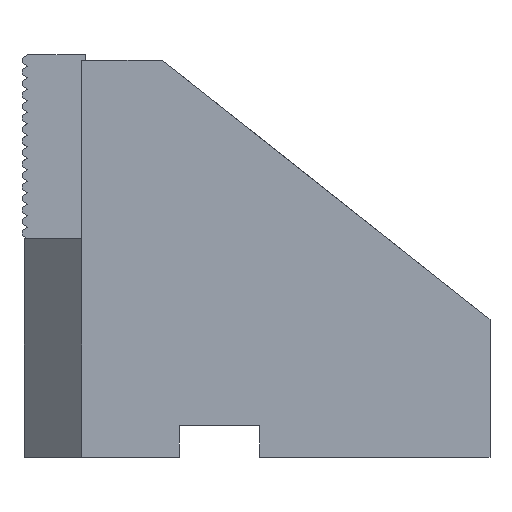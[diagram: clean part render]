
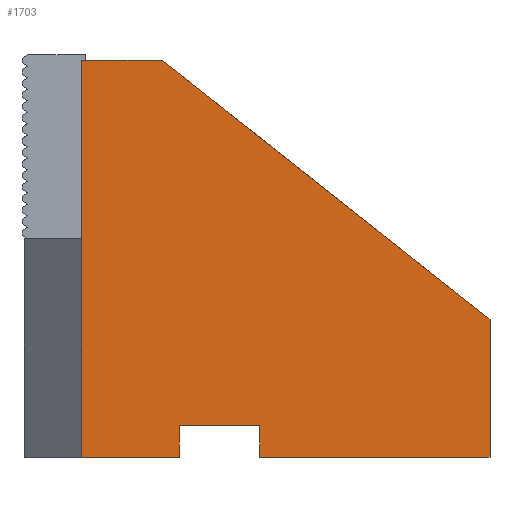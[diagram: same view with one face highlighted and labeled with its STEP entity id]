
A CAD part, front view. The second image highlights one B-rep face of the part: STEP entity #1703.
In plain terms, the highlighted planar face has unit normal (0, -1, 0).
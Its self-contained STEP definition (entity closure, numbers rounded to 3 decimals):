
#679=VERTEX_POINT('',#1952);
#709=EDGE_CURVE('',#1443,#1741,#1988,.T.);
#739=EDGE_CURVE('',#1595,#1443,#2020,.T.);
#777=EDGE_CURVE('',#1751,#1373,#2063,.T.);
#1081=EDGE_CURVE('',#1581,#1751,#2392,.T.);
#1373=VERTEX_POINT('',#2706);
#1375=VERTEX_POINT('',#2708);
#1383=EDGE_CURVE('',#1581,#1375,#2718,.T.);
#1443=VERTEX_POINT('',#2785);
#1581=VERTEX_POINT('',#2936);
#1595=VERTEX_POINT('',#2952);
#1641=EDGE_CURVE('',#1373,#1741,#3005,.T.);
#1643=EDGE_CURVE('',#1785,#1375,#3007,.T.);
#1697=VERTEX_POINT('',#3066);
#1703=ADVANCED_FACE('',(#3072),#3073,.F.);
#1717=EDGE_CURVE('',#679,#1697,#3087,.T.);
#1719=EDGE_CURVE('',#679,#1785,#3089,.T.);
#1741=VERTEX_POINT('',#3115);
#1751=VERTEX_POINT('',#3125);
#1779=EDGE_CURVE('',#1697,#1595,#3155,.T.);
#1785=VERTEX_POINT('',#3162);
#1952=CARTESIAN_POINT('',(10.384,-35.0,69.0));
#1988=LINE('',#3393,#3394);
#2020=LINE('',#3433,#3434);
#2063=LINE('',#3495,#3496);
#2392=LINE('',#3974,#3975);
#2706=CARTESIAN_POINT('',(41.384,-35.0,5.5));
#2708=CARTESIAN_POINT('',(10.384,-35.0,0.));
#2718=LINE('',#4424,#4425);
#2785=CARTESIAN_POINT('',(81.384,-35.0,0.));
#2936=CARTESIAN_POINT('',(27.384,-35.0,0.));
#2952=CARTESIAN_POINT('',(81.384,-35.0,24.0));
#3005=LINE('',#4828,#4829);
#3007=LINE('',#4832,#4833);
#3066=CARTESIAN_POINT('',(24.384,-35.0,69.0));
#3072=FACE_OUTER_BOUND('',#4921,.T.);
#3073=PLANE('',#4922);
#3087=LINE('',#4940,#4941);
#3089=LINE('',#4944,#4945);
#3115=CARTESIAN_POINT('',(41.384,-35.0,0.));
#3125=CARTESIAN_POINT('',(27.384,-35.0,5.5));
#3155=LINE('',#5030,#5031);
#3162=CARTESIAN_POINT('',(10.384,-35.0,38.0));
#3393=CARTESIAN_POINT('',(81.384,-35.0,0.));
#3394=VECTOR('',#5355,1.0);
#3433=CARTESIAN_POINT('',(81.384,-35.0,24.0));
#3434=VECTOR('',#5380,1.0);
#3495=CARTESIAN_POINT('',(38.113,-35.0,5.5));
#3496=VECTOR('',#5424,1.0);
#3974=CARTESIAN_POINT('',(27.384,-35.0,16.979));
#3975=VECTOR('',#5815,1.0);
#4424=CARTESIAN_POINT('',(81.384,-35.0,0.));
#4425=VECTOR('',#6157,1.0);
#4828=CARTESIAN_POINT('',(41.384,-35.0,14.229));
#4829=VECTOR('',#6471,1.0);
#4832=CARTESIAN_POINT('',(10.384,-35.0,14.229));
#4833=VECTOR('',#6472,1.0);
#4921=EDGE_LOOP('',(#6532,#6533,#6534,#6535,#6536,#6537,#6538,#6539,#6540,#6541));
#4922=AXIS2_PLACEMENT_3D('',#6542,#6543,#6544);
#4940=CARTESIAN_POINT('',(0.384,-35.0,69.0));
#4941=VECTOR('',#6549,1.0);
#4944=CARTESIAN_POINT('',(10.384,-35.0,33.229));
#4945=VECTOR('',#6550,1.0);
#5030=CARTESIAN_POINT('',(24.384,-35.0,69.0));
#5031=VECTOR('',#6606,1.0);
#5355=DIRECTION('',(-1.0,0.,0.0));
#5380=DIRECTION('',(0.,0.,-1.0));
#5424=DIRECTION('',(1.0,0.,0.0));
#5815=DIRECTION('',(0.,0.,1.0));
#6157=DIRECTION('',(-1.0,0.,0.0));
#6471=DIRECTION('',(0.,0.,-1.0));
#6472=DIRECTION('',(0.,0.,-1.0));
#6532=ORIENTED_EDGE('',*,*,#1719,.T.);
#6533=ORIENTED_EDGE('',*,*,#1643,.T.);
#6534=ORIENTED_EDGE('',*,*,#1383,.F.);
#6535=ORIENTED_EDGE('',*,*,#1081,.T.);
#6536=ORIENTED_EDGE('',*,*,#777,.T.);
#6537=ORIENTED_EDGE('',*,*,#1641,.T.);
#6538=ORIENTED_EDGE('',*,*,#709,.F.);
#6539=ORIENTED_EDGE('',*,*,#739,.F.);
#6540=ORIENTED_EDGE('',*,*,#1779,.F.);
#6541=ORIENTED_EDGE('',*,*,#1717,.F.);
#6542=CARTESIAN_POINT('',(34.842,-35.0,28.458));
#6543=DIRECTION('',(0.,1.0,0.));
#6544=DIRECTION('',(-1.0,0.,0.0));
#6549=DIRECTION('',(1.0,0.,0.0));
#6550=DIRECTION('',(0.,0.,-1.0));
#6606=DIRECTION('',(0.785,0.,-0.62));
